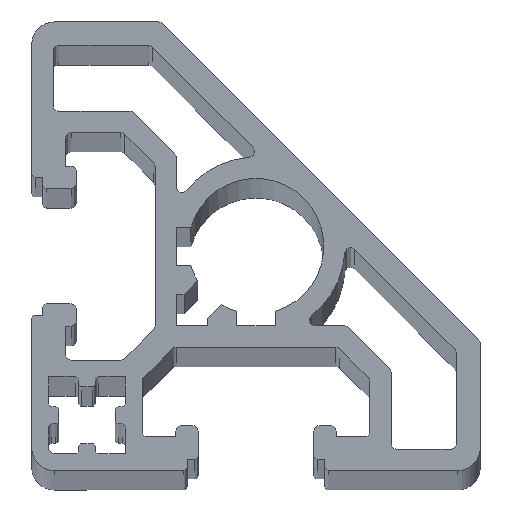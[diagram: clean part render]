
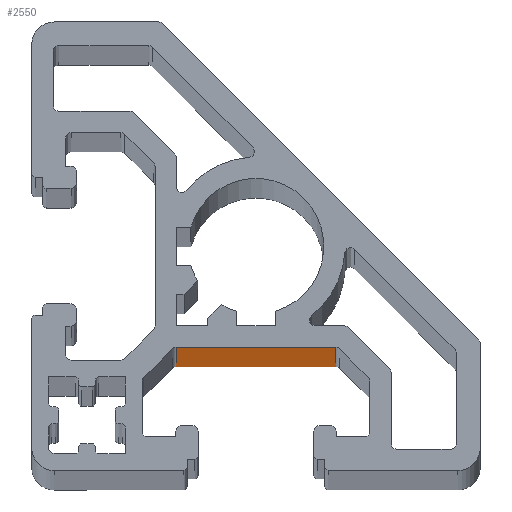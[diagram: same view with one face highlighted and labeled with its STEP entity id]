
A CAD part, top view. The second image highlights one B-rep face of the part: STEP entity #2550.
In plain terms, the highlighted planar face has unit normal (0, -1, 0).
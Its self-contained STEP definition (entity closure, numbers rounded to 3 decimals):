
#7 = EDGE_CURVE ( 'NONE', #1916, #2036, #2512, .T. ) ;
#13 = EDGE_LOOP ( 'NONE', ( #450, #2053, #857, #54 ) ) ;
#54 = ORIENTED_EDGE ( 'NONE', *, *, #3818, .F. ) ;
#256 = CARTESIAN_POINT ( 'NONE',  ( -7.303, -9., 1000. ) ) ;
#310 = CARTESIAN_POINT ( 'NONE',  ( -7.096, -9., 0. ) ) ;
#322 = CARTESIAN_POINT ( 'NONE',  ( 7.303, -9., 1000. ) ) ;
#450 = ORIENTED_EDGE ( 'NONE', *, *, #2557, .F. ) ;
#766 = LINE ( 'NONE', #322, #2731 ) ;
#857 = ORIENTED_EDGE ( 'NONE', *, *, #2234, .T. ) ;
#972 = DIRECTION ( 'NONE',  ( 0., 1., 0. ) ) ;
#1010 = CARTESIAN_POINT ( 'NONE',  ( -7.096, -9., 1000. ) ) ;
#1031 = VECTOR ( 'NONE', #2671, 1000. ) ;
#1344 = PLANE ( 'NONE',  #5223 ) ;
#1488 = VECTOR ( 'NONE', #2105, 1000. ) ;
#1525 = CARTESIAN_POINT ( 'NONE',  ( 7.096, -9., 1000. ) ) ;
#1646 = CARTESIAN_POINT ( 'NONE',  ( -7.096, -9., 1000. ) ) ;
#1677 = CARTESIAN_POINT ( 'NONE',  ( 7.096, -9., 0. ) ) ;
#1753 = CARTESIAN_POINT ( 'NONE',  ( 7.096, -9., 0. ) ) ;
#1916 = VERTEX_POINT ( 'NONE', #1525 ) ;
#2036 = VERTEX_POINT ( 'NONE', #1677 ) ;
#2053 = ORIENTED_EDGE ( 'NONE', *, *, #7, .F. ) ;
#2105 = DIRECTION ( 'NONE',  ( 0., 0., -1. ) ) ;
#2234 = EDGE_CURVE ( 'NONE', #1916, #2340, #766, .T. ) ;
#2340 = VERTEX_POINT ( 'NONE', #1646 ) ;
#2512 = LINE ( 'NONE', #1753, #1488 ) ;
#2550 = ADVANCED_FACE ( 'NONE', ( #3004 ), #1344, .F. ) ;
#2557 = EDGE_CURVE ( 'NONE', #2036, #3475, #4202, .T. ) ;
#2603 = CARTESIAN_POINT ( 'NONE',  ( -7.303, -9., 0. ) ) ;
#2626 = DIRECTION ( 'NONE',  ( -1., 0., 0. ) ) ;
#2671 = DIRECTION ( 'NONE',  ( 0., 0., 1. ) ) ;
#2684 = DIRECTION ( 'NONE',  ( 1., 0., 0. ) ) ;
#2731 = VECTOR ( 'NONE', #3546, 1000. ) ;
#3004 = FACE_OUTER_BOUND ( 'NONE', #13, .T. ) ;
#3475 = VERTEX_POINT ( 'NONE', #310 ) ;
#3546 = DIRECTION ( 'NONE',  ( -1., 0., 0. ) ) ;
#3587 = VECTOR ( 'NONE', #2626, 1000. ) ;
#3818 = EDGE_CURVE ( 'NONE', #3475, #2340, #5083, .T. ) ;
#4202 = LINE ( 'NONE', #2603, #3587 ) ;
#5083 = LINE ( 'NONE', #1010, #1031 ) ;
#5223 = AXIS2_PLACEMENT_3D ( 'NONE', #256, #972, #2684 ) ;
